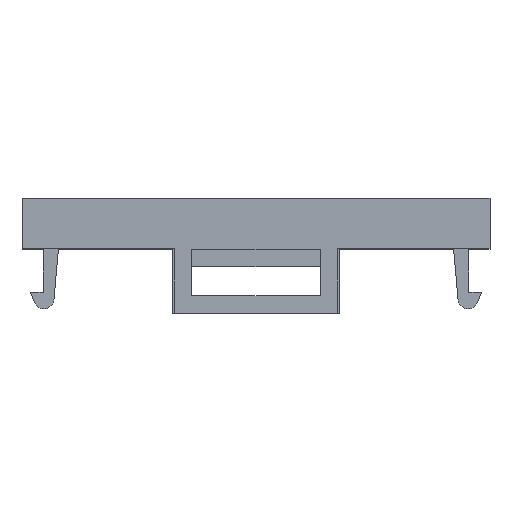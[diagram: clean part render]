
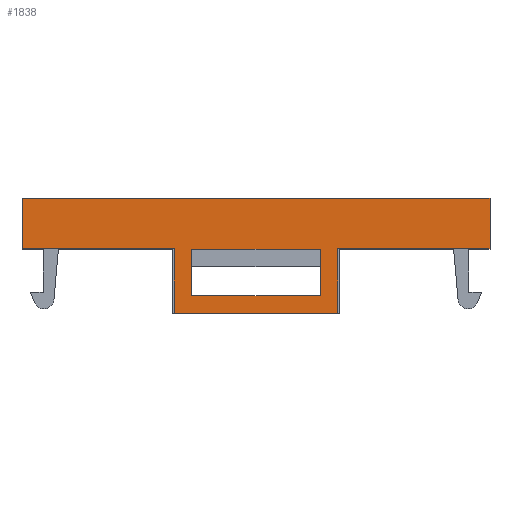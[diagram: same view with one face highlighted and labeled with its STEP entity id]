
A CAD part, top view. The second image highlights one B-rep face of the part: STEP entity #1838.
In plain terms, the highlighted planar face has unit normal (0, 0, 1).
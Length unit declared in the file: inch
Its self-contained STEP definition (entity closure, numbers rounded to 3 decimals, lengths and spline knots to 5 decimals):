
#41 = VERTEX_POINT ( 'NONE', #1490 ) ;
#48 = VERTEX_POINT ( 'NONE', #1502 ) ;
#58 = VECTOR ( 'NONE', #1403, 39.37008 ) ;
#81 = VERTEX_POINT ( 'NONE', #1528 ) ;
#99 = VERTEX_POINT ( 'NONE', #1413 ) ;
#119 = VERTEX_POINT ( 'NONE', #1431 ) ;
#137 = VERTEX_POINT ( 'NONE', #1437 ) ;
#138 = VERTEX_POINT ( 'NONE', #1446 ) ;
#191 = VERTEX_POINT ( 'NONE', #1339 ) ;
#221 = VERTEX_POINT ( 'NONE', #1537 ) ;
#238 = EDGE_LOOP ( 'NONE', ( #409, #400, #437, #426, #552, #418, #439, #557 ) ) ;
#265 = VERTEX_POINT ( 'NONE', #1489 ) ;
#301 = VERTEX_POINT ( 'NONE', #1488 ) ;
#320 = LINE ( 'NONE', #1405, #58 ) ;
#360 = FACE_BOUND ( 'NONE', #670, .T. ) ;
#361 = FACE_OUTER_BOUND ( 'NONE', #238, .T. ) ;
#372 = ORIENTED_EDGE ( 'NONE', *, *, #1758, .F. ) ;
#400 = ORIENTED_EDGE ( 'NONE', *, *, #1760, .T. ) ;
#409 = ORIENTED_EDGE ( 'NONE', *, *, #1627, .T. ) ;
#418 = ORIENTED_EDGE ( 'NONE', *, *, #1715, .F. ) ;
#426 = ORIENTED_EDGE ( 'NONE', *, *, #1762, .T. ) ;
#437 = ORIENTED_EDGE ( 'NONE', *, *, #1761, .T. ) ;
#439 = ORIENTED_EDGE ( 'NONE', *, *, #1763, .F. ) ;
#485 = ORIENTED_EDGE ( 'NONE', *, *, #1759, .F. ) ;
#552 = ORIENTED_EDGE ( 'NONE', *, *, #1699, .T. ) ;
#557 = ORIENTED_EDGE ( 'NONE', *, *, #1755, .T. ) ;
#570 = ORIENTED_EDGE ( 'NONE', *, *, #1756, .F. ) ;
#601 = ORIENTED_EDGE ( 'NONE', *, *, #1757, .F. ) ;
#670 = EDGE_LOOP ( 'NONE', ( #570, #601, #372, #485 ) ) ;
#709 = VECTOR ( 'NONE', #1913, 39.37008 ) ;
#711 = VECTOR ( 'NONE', #1903, 39.37008 ) ;
#712 = LINE ( 'NONE', #1916, #709 ) ;
#713 = VECTOR ( 'NONE', #1924, 39.37008 ) ;
#714 = LINE ( 'NONE', #1901, #711 ) ;
#715 = VECTOR ( 'NONE', #1912, 39.37008 ) ;
#716 = LINE ( 'NONE', #1919, #713 ) ;
#717 = VECTOR ( 'NONE', #1905, 39.37008 ) ;
#718 = LINE ( 'NONE', #1914, #715 ) ;
#719 = VECTOR ( 'NONE', #1918, 39.37008 ) ;
#720 = LINE ( 'NONE', #1907, #717 ) ;
#721 = VECTOR ( 'NONE', #1911, 39.37008 ) ;
#722 = LINE ( 'NONE', #1917, #719 ) ;
#723 = VECTOR ( 'NONE', #1909, 39.37008 ) ;
#724 = LINE ( 'NONE', #1915, #721 ) ;
#725 = VECTOR ( 'NONE', #1910, 39.37008 ) ;
#726 = LINE ( 'NONE', #1922, #723 ) ;
#738 = LINE ( 'NONE', #2059, #725 ) ;
#758 = VERTEX_POINT ( 'NONE', #1404 ) ;
#805 = VECTOR ( 'NONE', #1536, 39.37008 ) ;
#808 = LINE ( 'NONE', #1529, #805 ) ;
#836 = VECTOR ( 'NONE', #1372, 39.37008 ) ;
#841 = LINE ( 'NONE', #1304, #836 ) ;
#1304 = CARTESIAN_POINT ( 'NONE',  ( -0.928, -0.1, 0.4825 ) ) ;
#1339 = CARTESIAN_POINT ( 'NONE',  ( -0.325, -0.356, 0.4825 ) ) ;
#1372 = DIRECTION ( 'NONE',  ( 1., 0., 0. ) ) ;
#1403 = DIRECTION ( 'NONE',  ( 1., 0., 0. ) ) ;
#1404 = CARTESIAN_POINT ( 'NONE',  ( 0.325, -0.356, 0.4825 ) ) ;
#1405 = CARTESIAN_POINT ( 'NONE',  ( -0.928, -0.1, 0.4825 ) ) ;
#1413 = CARTESIAN_POINT ( 'NONE',  ( 0.255, -0.102, 0.4825 ) ) ;
#1431 = CARTESIAN_POINT ( 'NONE',  ( -0.928, -0.1, 0.4825 ) ) ;
#1437 = CARTESIAN_POINT ( 'NONE',  ( -0.325, -0.1, 0.4825 ) ) ;
#1446 = CARTESIAN_POINT ( 'NONE',  ( 0.255, -0.286, 0.4825 ) ) ;
#1488 = CARTESIAN_POINT ( 'NONE',  ( -0.928, 0.1, 0.4825 ) ) ;
#1489 = CARTESIAN_POINT ( 'NONE',  ( -0.255, -0.102, 0.4825 ) ) ;
#1490 = CARTESIAN_POINT ( 'NONE',  ( -0.255, -0.286, 0.4825 ) ) ;
#1502 = CARTESIAN_POINT ( 'NONE',  ( 0.928, -0.1, 0.4825 ) ) ;
#1528 = CARTESIAN_POINT ( 'NONE',  ( 0.325, -0.1, 0.4825 ) ) ;
#1529 = CARTESIAN_POINT ( 'NONE',  ( 0.928, 0.1, 0.4825 ) ) ;
#1536 = DIRECTION ( 'NONE',  ( 0., -1., 0. ) ) ;
#1537 = CARTESIAN_POINT ( 'NONE',  ( 0.928, 0.1, 0.4825 ) ) ;
#1619 = AXIS2_PLACEMENT_3D ( 'NONE', #1985, #2096, #2099 ) ;
#1627 = EDGE_CURVE ( 'NONE', #119, #137, #320, .T. ) ;
#1699 = EDGE_CURVE ( 'NONE', #81, #48, #841, .T. ) ;
#1715 = EDGE_CURVE ( 'NONE', #221, #48, #808, .T. ) ;
#1755 = EDGE_CURVE ( 'NONE', #301, #119, #738, .T. ) ;
#1756 = EDGE_CURVE ( 'NONE', #41, #138, #726, .T. ) ;
#1757 = EDGE_CURVE ( 'NONE', #265, #41, #724, .T. ) ;
#1758 = EDGE_CURVE ( 'NONE', #99, #265, #722, .T. ) ;
#1759 = EDGE_CURVE ( 'NONE', #138, #99, #720, .T. ) ;
#1760 = EDGE_CURVE ( 'NONE', #137, #191, #718, .T. ) ;
#1761 = EDGE_CURVE ( 'NONE', #191, #758, #716, .T. ) ;
#1762 = EDGE_CURVE ( 'NONE', #758, #81, #714, .T. ) ;
#1763 = EDGE_CURVE ( 'NONE', #301, #221, #712, .T. ) ;
#1838 = ADVANCED_FACE ( 'NONE', ( #360, #361 ), #1980, .F. ) ;
#1901 = CARTESIAN_POINT ( 'NONE',  ( 0.325, -0.1, 0.4825 ) ) ;
#1903 = DIRECTION ( 'NONE',  ( 0., 1., 0. ) ) ;
#1905 = DIRECTION ( 'NONE',  ( 0., 1., 0. ) ) ;
#1907 = CARTESIAN_POINT ( 'NONE',  ( 0.255, -0.286, 0.4825 ) ) ;
#1909 = DIRECTION ( 'NONE',  ( 1., 0., 0. ) ) ;
#1910 = DIRECTION ( 'NONE',  ( 0., -1., 0. ) ) ;
#1911 = DIRECTION ( 'NONE',  ( 0., -1., 0. ) ) ;
#1912 = DIRECTION ( 'NONE',  ( 0., -1., 0. ) ) ;
#1913 = DIRECTION ( 'NONE',  ( 1., 0., 0. ) ) ;
#1914 = CARTESIAN_POINT ( 'NONE',  ( -0.325, -0.1, 0.4825 ) ) ;
#1915 = CARTESIAN_POINT ( 'NONE',  ( -0.255, -0.286, 0.4825 ) ) ;
#1916 = CARTESIAN_POINT ( 'NONE',  ( -0.928, 0.1, 0.4825 ) ) ;
#1917 = CARTESIAN_POINT ( 'NONE',  ( -0.255, -0.102, 0.4825 ) ) ;
#1918 = DIRECTION ( 'NONE',  ( -1., 0., 0. ) ) ;
#1919 = CARTESIAN_POINT ( 'NONE',  ( -0.325, -0.356, 0.4825 ) ) ;
#1922 = CARTESIAN_POINT ( 'NONE',  ( -0.255, -0.286, 0.4825 ) ) ;
#1924 = DIRECTION ( 'NONE',  ( 1., 0., 0. ) ) ;
#1980 = PLANE ( 'NONE',  #1619 ) ;
#1985 = CARTESIAN_POINT ( 'NONE',  ( -0.928, 0.1, 0.4825 ) ) ;
#2059 = CARTESIAN_POINT ( 'NONE',  ( -0.928, 0.1, 0.4825 ) ) ;
#2096 = DIRECTION ( 'NONE',  ( 0., 0., -1. ) ) ;
#2099 = DIRECTION ( 'NONE',  ( -1., 0., 0. ) ) ;
